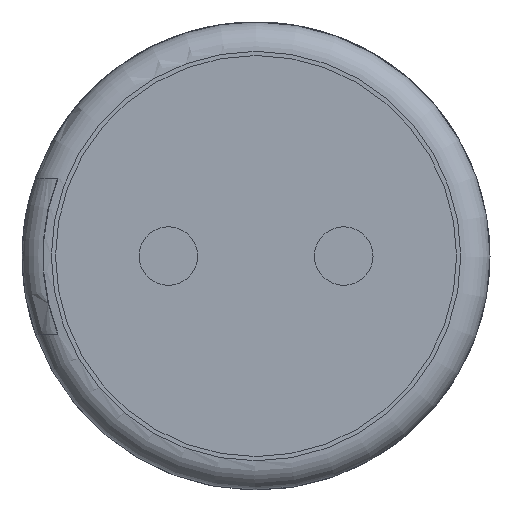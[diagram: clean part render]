
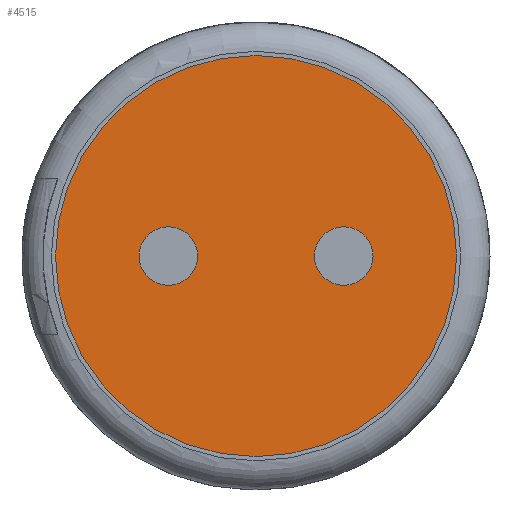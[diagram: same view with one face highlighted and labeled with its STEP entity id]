
A CAD part, front view. The second image highlights one B-rep face of the part: STEP entity #4515.
In plain terms, the highlighted planar face has unit normal (0, -1, 0).
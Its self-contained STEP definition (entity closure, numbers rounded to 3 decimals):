
#65=FACE_BOUND('',#760,.T.);
#66=FACE_BOUND('',#761,.T.);
#168=PLANE('',#4808);
#500=FACE_OUTER_BOUND('',#759,.T.);
#759=EDGE_LOOP('',(#4002));
#760=EDGE_LOOP('',(#4003));
#761=EDGE_LOOP('',(#4004));
#873=CIRCLE('',#4800,0.25);
#875=CIRCLE('',#4804,0.25);
#876=CIRCLE('',#4807,1.714);
#2093=VERTEX_POINT('',#10907);
#2095=VERTEX_POINT('',#10914);
#2096=VERTEX_POINT('',#10919);
#2729=EDGE_CURVE('',#2093,#2093,#873,.T.);
#2732=EDGE_CURVE('',#2095,#2095,#875,.T.);
#2734=EDGE_CURVE('',#2096,#2096,#876,.T.);
#4002=ORIENTED_EDGE('',*,*,#2734,.T.);
#4003=ORIENTED_EDGE('',*,*,#2729,.T.);
#4004=ORIENTED_EDGE('',*,*,#2732,.T.);
#4515=ADVANCED_FACE('',(#500,#65,#66),#168,.T.);
#4800=AXIS2_PLACEMENT_3D('',#10909,#5621,#5622);
#4804=AXIS2_PLACEMENT_3D('',#10916,#5630,#5631);
#4807=AXIS2_PLACEMENT_3D('',#10921,#5637,#5638);
#4808=AXIS2_PLACEMENT_3D('',#10922,#5639,#5640);
#5621=DIRECTION('center_axis',(0.,1.,0.));
#5622=DIRECTION('ref_axis',(1.,0.,0.));
#5630=DIRECTION('center_axis',(0.,1.,0.));
#5631=DIRECTION('ref_axis',(1.,0.,0.));
#5637=DIRECTION('center_axis',(0.,-1.,0.));
#5638=DIRECTION('ref_axis',(1.,0.,0.));
#5639=DIRECTION('center_axis',(0.,-1.,0.));
#5640=DIRECTION('ref_axis',(0.,0.,-1.));
#10907=CARTESIAN_POINT('',(0.5,0.1,0.));
#10909=CARTESIAN_POINT('Origin',(0.75,0.1,0.));
#10914=CARTESIAN_POINT('',(-1.,0.1,0.));
#10916=CARTESIAN_POINT('Origin',(-0.75,0.1,0.));
#10919=CARTESIAN_POINT('',(-1.714,0.1,0.));
#10921=CARTESIAN_POINT('Origin',(0.,0.1,0.));
#10922=CARTESIAN_POINT('Origin',(0.,0.1,0.));
